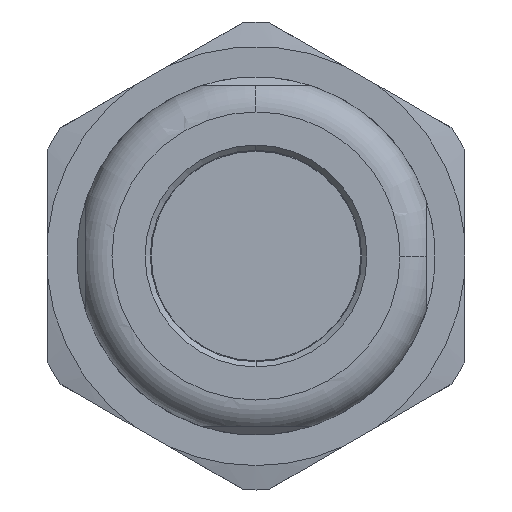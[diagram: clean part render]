
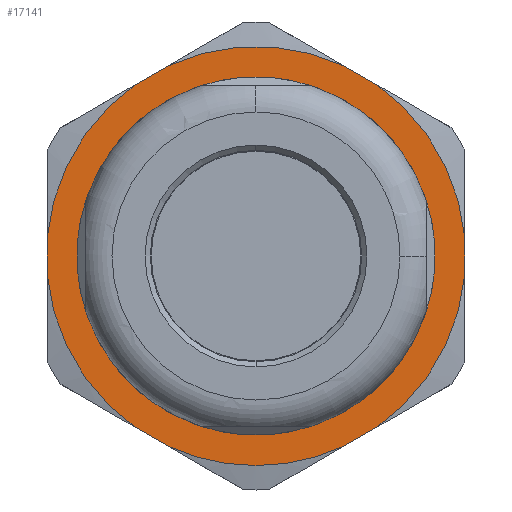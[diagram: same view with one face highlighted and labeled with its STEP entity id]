
A CAD part, front view. The second image highlights one B-rep face of the part: STEP entity #17141.
In plain terms, the highlighted planar face has unit normal (0, -1, 0).
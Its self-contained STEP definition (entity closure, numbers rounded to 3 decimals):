
#2473=DIRECTION('',(-0.866,0.,-0.5));
#2474=VECTOR('',#2473,2.189);
#2475=CARTESIAN_POINT('',(6.923,-19.25,-9.802));
#2476=LINE('',#2475,#2474);
#2477=CARTESIAN_POINT('',(0.,-19.25,0.));
#2478=DIRECTION('',(0.,1.,0.));
#2479=DIRECTION('',(0.419,0.,-0.908));
#2480=AXIS2_PLACEMENT_3D('',#2477,#2478,#2479);
#2482=CARTESIAN_POINT('',(0.,-19.25,0.));
#2483=DIRECTION('',(0.,1.,0.));
#2484=DIRECTION('',(0.,0.,-1.));
#2485=AXIS2_PLACEMENT_3D('',#2482,#2483,#2484);
#2487=DIRECTION('',(-0.866,0.,0.5));
#2488=VECTOR('',#2487,2.189);
#2489=CARTESIAN_POINT('',(-5.027,-19.25,-10.896));
#2490=LINE('',#2489,#2488);
#2491=CARTESIAN_POINT('',(0.,-19.25,0.));
#2492=DIRECTION('',(0.,1.,0.));
#2493=DIRECTION('',(-0.577,0.,-0.817));
#2494=AXIS2_PLACEMENT_3D('',#2491,#2492,#2493);
#2496=CARTESIAN_POINT('',(0.,-19.25,0.));
#2497=DIRECTION('',(0.,1.,0.));
#2498=DIRECTION('',(-0.996,0.,0.091));
#2499=AXIS2_PLACEMENT_3D('',#2496,#2497,#2498);
#2501=DIRECTION('',(0.866,0.,0.5));
#2502=VECTOR('',#2501,2.189);
#2503=CARTESIAN_POINT('',(-6.923,-19.25,9.802));
#2504=LINE('',#2503,#2502);
#2505=CARTESIAN_POINT('',(0.,-19.25,0.));
#2506=DIRECTION('',(0.,1.,0.));
#2507=DIRECTION('',(-0.419,0.,0.908));
#2508=AXIS2_PLACEMENT_3D('',#2505,#2506,#2507);
#2510=DIRECTION('',(0.866,0.,-0.5));
#2511=VECTOR('',#2510,2.189);
#2512=CARTESIAN_POINT('',(5.027,-19.25,10.896));
#2513=LINE('',#2512,#2511);
#2514=CARTESIAN_POINT('',(0.,-19.25,0.));
#2515=DIRECTION('',(0.,1.,0.));
#2516=DIRECTION('',(0.577,0.,0.817));
#2517=AXIS2_PLACEMENT_3D('',#2514,#2515,#2516);
#2519=CARTESIAN_POINT('',(0.,-19.25,0.));
#2520=DIRECTION('',(0.,1.,0.));
#2521=DIRECTION('',(0.996,0.,-0.091));
#2522=AXIS2_PLACEMENT_3D('',#2519,#2520,#2521);
#2659=DIRECTION('',(0.,0.,-1.));
#2660=VECTOR('',#2659,2.189);
#2661=CARTESIAN_POINT('',(-11.95,-19.25,1.094));
#2662=LINE('',#2661,#2660);
#2819=DIRECTION('',(0.,0.,1.));
#2820=VECTOR('',#2819,2.189);
#2821=CARTESIAN_POINT('',(11.95,-19.25,-1.094));
#2822=LINE('',#2821,#2820);
#2889=CARTESIAN_POINT('',(0.,-19.25,0.));
#2890=DIRECTION('',(0.,1.,0.));
#2891=DIRECTION('',(-1.,0.,0.));
#2892=AXIS2_PLACEMENT_3D('',#2889,#2890,#2891);
#2899=CARTESIAN_POINT('',(0.,-19.25,0.));
#2900=DIRECTION('',(0.,1.,0.));
#2901=DIRECTION('',(1.,0.,0.));
#2902=AXIS2_PLACEMENT_3D('',#2899,#2900,#2901);
#13417=CARTESIAN_POINT('',(6.923,-19.25,-9.802));
#13418=CARTESIAN_POINT('',(5.027,-19.25,-10.896));
#13419=VERTEX_POINT('',#13417);
#13420=VERTEX_POINT('',#13418);
#13421=CARTESIAN_POINT('',(-5.027,-19.25,-10.896));
#13422=CARTESIAN_POINT('',(-6.923,-19.25,-9.802));
#13423=VERTEX_POINT('',#13421);
#13424=VERTEX_POINT('',#13422);
#13425=CARTESIAN_POINT('',(-11.95,-19.25,1.094));
#13426=CARTESIAN_POINT('',(-11.95,-19.25,-1.094));
#13427=VERTEX_POINT('',#13425);
#13428=VERTEX_POINT('',#13426);
#13429=CARTESIAN_POINT('',(-6.923,-19.25,9.802));
#13430=CARTESIAN_POINT('',(-5.027,-19.25,10.896));
#13431=VERTEX_POINT('',#13429);
#13432=VERTEX_POINT('',#13430);
#13433=CARTESIAN_POINT('',(5.027,-19.25,10.896));
#13434=CARTESIAN_POINT('',(6.923,-19.25,9.802));
#13435=VERTEX_POINT('',#13433);
#13436=VERTEX_POINT('',#13434);
#13437=CARTESIAN_POINT('',(11.95,-19.25,-1.094));
#13438=CARTESIAN_POINT('',(11.95,-19.25,1.094));
#13439=VERTEX_POINT('',#13437);
#13440=VERTEX_POINT('',#13438);
#13451=CARTESIAN_POINT('',(0.,-19.25,-12.));
#13452=VERTEX_POINT('',#13451);
#13537=CARTESIAN_POINT('',(-10.25,-19.25,0.));
#13538=CARTESIAN_POINT('',(10.25,-19.25,0.));
#13539=VERTEX_POINT('',#13537);
#13540=VERTEX_POINT('',#13538);
#17104=CARTESIAN_POINT('',(0.,-19.25,0.003));
#17105=DIRECTION('',(0.,1.,0.));
#17106=DIRECTION('',(0.,0.,-1.));
#17107=AXIS2_PLACEMENT_3D('',#17104,#17105,#17106);
#17108=PLANE('',#17107);
#17109=ORIENTED_EDGE('',*,*,#17084,.T.);
#17111=ORIENTED_EDGE('',*,*,#17110,.T.);
#17113=ORIENTED_EDGE('',*,*,#17112,.T.);
#17115=ORIENTED_EDGE('',*,*,#17114,.T.);
#17117=ORIENTED_EDGE('',*,*,#17116,.T.);
#17119=ORIENTED_EDGE('',*,*,#17118,.F.);
#17121=ORIENTED_EDGE('',*,*,#17120,.T.);
#17123=ORIENTED_EDGE('',*,*,#17122,.T.);
#17125=ORIENTED_EDGE('',*,*,#17124,.T.);
#17127=ORIENTED_EDGE('',*,*,#17126,.T.);
#17129=ORIENTED_EDGE('',*,*,#17128,.T.);
#17131=ORIENTED_EDGE('',*,*,#17130,.F.);
#17132=ORIENTED_EDGE('',*,*,#17094,.T.);
#17133=EDGE_LOOP('',(#17109,#17111,#17113,#17115,#17117,#17119,#17121,#17123,
#17125,#17127,#17129,#17131,#17132));
#17134=FACE_OUTER_BOUND('',#17133,.F.);
#17136=ORIENTED_EDGE('',*,*,#17135,.F.);
#17138=ORIENTED_EDGE('',*,*,#17137,.F.);
#17139=EDGE_LOOP('',(#17136,#17138));
#17140=FACE_BOUND('',#17139,.F.);
#17141=ADVANCED_FACE('',(#17134,#17140),#17108,.F.);
#2481=CIRCLE('',#2480,12.);
#2486=CIRCLE('',#2485,12.);
#2495=CIRCLE('',#2494,12.);
#2500=CIRCLE('',#2499,12.);
#2509=CIRCLE('',#2508,12.);
#2518=CIRCLE('',#2517,12.);
#2523=CIRCLE('',#2522,12.);
#2893=CIRCLE('',#2892,10.25);
#2903=CIRCLE('',#2902,10.25);
#17084=EDGE_CURVE('',#13419,#13420,#2476,.T.);
#17094=EDGE_CURVE('',#13439,#13419,#2523,.T.);
#17110=EDGE_CURVE('',#13420,#13452,#2481,.T.);
#17112=EDGE_CURVE('',#13452,#13423,#2486,.T.);
#17114=EDGE_CURVE('',#13423,#13424,#2490,.T.);
#17116=EDGE_CURVE('',#13424,#13428,#2495,.T.);
#17118=EDGE_CURVE('',#13427,#13428,#2662,.T.);
#17120=EDGE_CURVE('',#13427,#13431,#2500,.T.);
#17122=EDGE_CURVE('',#13431,#13432,#2504,.T.);
#17124=EDGE_CURVE('',#13432,#13435,#2509,.T.);
#17126=EDGE_CURVE('',#13435,#13436,#2513,.T.);
#17128=EDGE_CURVE('',#13436,#13440,#2518,.T.);
#17130=EDGE_CURVE('',#13439,#13440,#2822,.T.);
#17135=EDGE_CURVE('',#13539,#13540,#2893,.T.);
#17137=EDGE_CURVE('',#13540,#13539,#2903,.T.);
